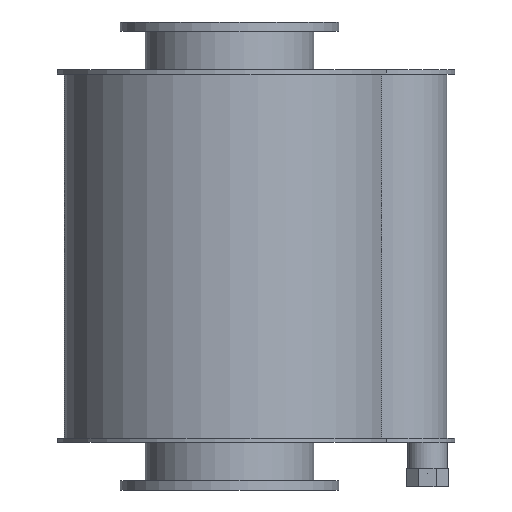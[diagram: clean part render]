
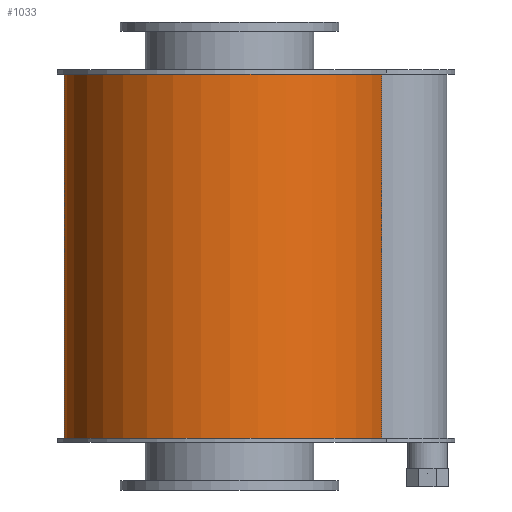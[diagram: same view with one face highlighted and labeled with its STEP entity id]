
A CAD part, left-side view. The second image highlights one B-rep face of the part: STEP entity #1033.
In plain terms, the highlighted cylindrical face has radius 317.5 mm (diameter 635 mm), a full revolution.
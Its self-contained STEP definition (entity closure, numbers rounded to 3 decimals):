
#216=FACE_BOUND('',#429,.T.);
#283=FACE_OUTER_BOUND('',#428,.T.);
#428=EDGE_LOOP('',(#926));
#429=EDGE_LOOP('',(#927));
#506=CIRCLE('',#1184,317.5);
#507=CIRCLE('',#1185,317.5);
#600=VERTEX_POINT('',#1774);
#601=VERTEX_POINT('',#1776);
#710=EDGE_CURVE('',#600,#600,#506,.T.);
#711=EDGE_CURVE('',#601,#601,#507,.T.);
#926=ORIENTED_EDGE('',*,*,#710,.T.);
#927=ORIENTED_EDGE('',*,*,#711,.F.);
#968=CYLINDRICAL_SURFACE('',#1183,317.5);
#1033=ADVANCED_FACE('',(#283,#216),#968,.T.);
#1183=AXIS2_PLACEMENT_3D('',#1773,#1498,#1499);
#1184=AXIS2_PLACEMENT_3D('',#1775,#1500,#1501);
#1185=AXIS2_PLACEMENT_3D('',#1777,#1502,#1503);
#1498=DIRECTION('center_axis',(0.,0.,1.));
#1499=DIRECTION('ref_axis',(-1.,0.,0.));
#1500=DIRECTION('center_axis',(0.,0.,-1.));
#1501=DIRECTION('ref_axis',(-1.,0.,0.));
#1502=DIRECTION('center_axis',(0.,0.,-1.));
#1503=DIRECTION('ref_axis',(-1.,0.,0.));
#1773=CARTESIAN_POINT('Origin',(0.,0.,0.));
#1774=CARTESIAN_POINT('',(317.5,0.,700.));
#1775=CARTESIAN_POINT('Origin',(0.,0.,700.));
#1776=CARTESIAN_POINT('',(317.5,0.,0.));
#1777=CARTESIAN_POINT('Origin',(0.,0.,0.));
